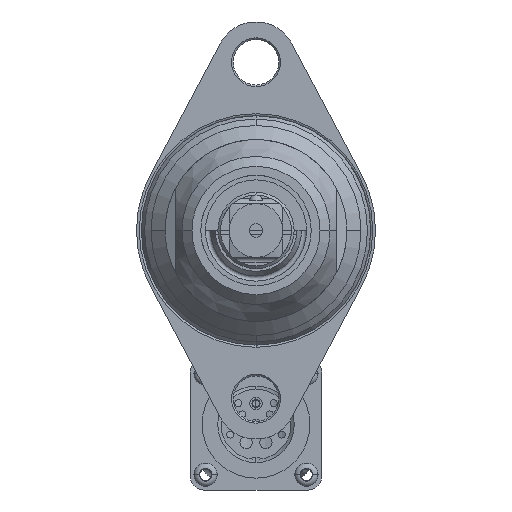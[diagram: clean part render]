
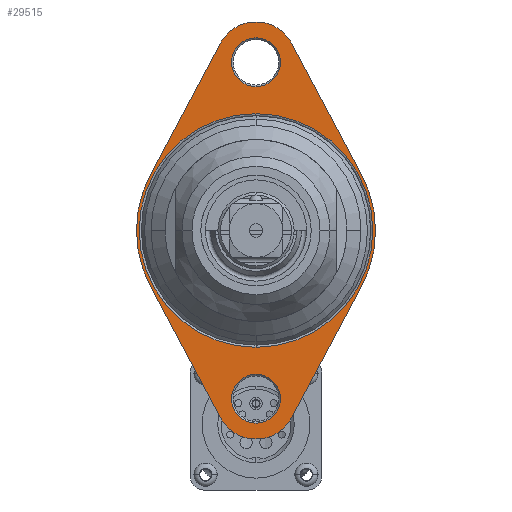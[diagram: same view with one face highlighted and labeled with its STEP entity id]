
A CAD part, left-side view. The second image highlights one B-rep face of the part: STEP entity #29515.
In plain terms, the highlighted planar face has unit normal (-1, 0, 0).
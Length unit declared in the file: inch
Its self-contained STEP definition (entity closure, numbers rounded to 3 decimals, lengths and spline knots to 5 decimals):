
#27515=CARTESIAN_POINT('',(-10.8622,0.005,1.5625));
#27516=DIRECTION('',(-1.,0.,0.));
#27517=DIRECTION('',(0.,-0.882,0.47));
#27518=AXIS2_PLACEMENT_3D('',#27515,#27516,#27517);
#27520=DIRECTION('',(0.,0.47,0.882));
#27521=VECTOR('',#27520,1.37883);
#27522=CARTESIAN_POINT('',(-10.8622,-0.97452,0.52214));
#27523=LINE('',#27522,#27521);
#27524=CARTESIAN_POINT('',(-10.8622,0.005,0.));
#27525=DIRECTION('',(-1.,0.,0.));
#27526=DIRECTION('',(0.,-0.882,-0.47));
#27527=AXIS2_PLACEMENT_3D('',#27524,#27525,#27526);
#27529=DIRECTION('',(0.,-0.47,0.882));
#27530=VECTOR('',#27529,1.37883);
#27531=CARTESIAN_POINT('',(-10.8622,-0.32592,-1.7389));
#27532=LINE('',#27531,#27530);
#27533=CARTESIAN_POINT('',(-10.8622,0.005,-1.5625));
#27534=DIRECTION('',(-1.,0.,0.));
#27535=DIRECTION('',(0.,0.882,-0.47));
#27536=AXIS2_PLACEMENT_3D('',#27533,#27534,#27535);
#27538=DIRECTION('',(0.,-0.47,-0.882));
#27539=VECTOR('',#27538,1.37883);
#27540=CARTESIAN_POINT('',(-10.8622,0.98452,-0.52214));
#27541=LINE('',#27540,#27539);
#27542=CARTESIAN_POINT('',(-10.8622,0.005,0.));
#27543=DIRECTION('',(-1.,0.,0.));
#27544=DIRECTION('',(0.,0.882,0.47));
#27545=AXIS2_PLACEMENT_3D('',#27542,#27543,#27544);
#27547=DIRECTION('',(0.,0.47,-0.882));
#27548=VECTOR('',#27547,1.37883);
#27549=CARTESIAN_POINT('',(-10.8622,0.33592,1.7389));
#27550=LINE('',#27549,#27548);
#27551=CARTESIAN_POINT('',(-10.8622,0.005,0.));
#27552=DIRECTION('',(-1.,0.,0.));
#27553=DIRECTION('',(0.,0.,-1.));
#27554=AXIS2_PLACEMENT_3D('',#27551,#27552,#27553);
#27556=CARTESIAN_POINT('',(-10.8622,0.005,0.));
#27557=DIRECTION('',(-1.,0.,0.));
#27558=DIRECTION('',(0.,0.,1.));
#27559=AXIS2_PLACEMENT_3D('',#27556,#27557,#27558);
#27739=CARTESIAN_POINT('',(-10.8622,0.005,1.5625));
#27740=DIRECTION('',(1.,0.,0.));
#27741=DIRECTION('',(0.,0.,-1.));
#27742=AXIS2_PLACEMENT_3D('',#27739,#27740,#27741);
#27749=CARTESIAN_POINT('',(-10.8622,0.005,1.5625));
#27750=DIRECTION('',(1.,0.,0.));
#27751=DIRECTION('',(0.,0.,1.));
#27752=AXIS2_PLACEMENT_3D('',#27749,#27750,#27751);
#27767=CARTESIAN_POINT('',(-10.8622,0.005,-1.5625));
#27768=DIRECTION('',(-1.,0.,0.));
#27769=DIRECTION('',(0.,0.,1.));
#27770=AXIS2_PLACEMENT_3D('',#27767,#27768,#27769);
#27777=CARTESIAN_POINT('',(-10.8622,0.005,-1.5625));
#27778=DIRECTION('',(-1.,0.,0.));
#27779=DIRECTION('',(0.,0.,-1.));
#27780=AXIS2_PLACEMENT_3D('',#27777,#27778,#27779);
#29282=CARTESIAN_POINT('',(-10.8622,-0.32592,1.7389));
#29283=CARTESIAN_POINT('',(-10.8622,0.33592,1.7389));
#29284=VERTEX_POINT('',#29282);
#29285=VERTEX_POINT('',#29283);
#29286=CARTESIAN_POINT('',(-10.8622,0.98452,0.52214));
#29287=VERTEX_POINT('',#29286);
#29288=CARTESIAN_POINT('',(-10.8622,0.98452,-0.52214));
#29289=VERTEX_POINT('',#29288);
#29290=CARTESIAN_POINT('',(-10.8622,0.33592,-1.7389));
#29291=VERTEX_POINT('',#29290);
#29292=CARTESIAN_POINT('',(-10.8622,-0.32592,-1.7389));
#29293=VERTEX_POINT('',#29292);
#29294=CARTESIAN_POINT('',(-10.8622,-0.97452,-0.52214));
#29295=VERTEX_POINT('',#29294);
#29296=CARTESIAN_POINT('',(-10.8622,-0.97452,0.52214));
#29297=VERTEX_POINT('',#29296);
#29326=CARTESIAN_POINT('',(-10.8622,0.005,1.336));
#29327=CARTESIAN_POINT('',(-10.8622,0.005,1.789));
#29328=VERTEX_POINT('',#29326);
#29329=VERTEX_POINT('',#29327);
#29334=CARTESIAN_POINT('',(-10.8622,0.005,-1.336));
#29335=CARTESIAN_POINT('',(-10.8622,0.005,-1.789));
#29336=VERTEX_POINT('',#29334);
#29337=VERTEX_POINT('',#29335);
#29350=CARTESIAN_POINT('',(-10.8622,0.005,-1.085));
#29351=CARTESIAN_POINT('',(-10.8622,0.005,1.085));
#29352=VERTEX_POINT('',#29350);
#29353=VERTEX_POINT('',#29351);
#29474=CARTESIAN_POINT('',(-10.8622,0.005,0.));
#29475=DIRECTION('',(-1.,0.,0.));
#29476=DIRECTION('',(0.,-1.,0.));
#29477=AXIS2_PLACEMENT_3D('',#29474,#29475,#29476);
#29478=PLANE('',#29477);
#29480=ORIENTED_EDGE('',*,*,#29479,.F.);
#29482=ORIENTED_EDGE('',*,*,#29481,.F.);
#29484=ORIENTED_EDGE('',*,*,#29483,.F.);
#29486=ORIENTED_EDGE('',*,*,#29485,.F.);
#29488=ORIENTED_EDGE('',*,*,#29487,.F.);
#29490=ORIENTED_EDGE('',*,*,#29489,.F.);
#29492=ORIENTED_EDGE('',*,*,#29491,.F.);
#29494=ORIENTED_EDGE('',*,*,#29493,.F.);
#29495=EDGE_LOOP('',(#29480,#29482,#29484,#29486,#29488,#29490,#29492,#29494));
#29496=FACE_OUTER_BOUND('',#29495,.F.);
#29498=ORIENTED_EDGE('',*,*,#29497,.F.);
#29500=ORIENTED_EDGE('',*,*,#29499,.F.);
#29501=EDGE_LOOP('',(#29498,#29500));
#29502=FACE_BOUND('',#29501,.F.);
#29504=ORIENTED_EDGE('',*,*,#29503,.T.);
#29506=ORIENTED_EDGE('',*,*,#29505,.T.);
#29507=EDGE_LOOP('',(#29504,#29506));
#29508=FACE_BOUND('',#29507,.F.);
#29510=ORIENTED_EDGE('',*,*,#29509,.T.);
#29512=ORIENTED_EDGE('',*,*,#29511,.T.);
#29513=EDGE_LOOP('',(#29510,#29512));
#29514=FACE_BOUND('',#29513,.F.);
#29515=ADVANCED_FACE('',(#29496,#29502,#29508,#29514),#29478,.T.);
#27519=CIRCLE('',#27518,0.375);
#27528=CIRCLE('',#27527,1.11);
#27537=CIRCLE('',#27536,0.375);
#27546=CIRCLE('',#27545,1.11);
#27555=CIRCLE('',#27554,1.085);
#27560=CIRCLE('',#27559,1.085);
#27743=CIRCLE('',#27742,0.2265);
#27753=CIRCLE('',#27752,0.2265);
#27771=CIRCLE('',#27770,0.2265);
#27781=CIRCLE('',#27780,0.2265);
#29479=EDGE_CURVE('',#29284,#29285,#27519,.T.);
#29481=EDGE_CURVE('',#29297,#29284,#27523,.T.);
#29483=EDGE_CURVE('',#29295,#29297,#27528,.T.);
#29485=EDGE_CURVE('',#29293,#29295,#27532,.T.);
#29487=EDGE_CURVE('',#29291,#29293,#27537,.T.);
#29489=EDGE_CURVE('',#29289,#29291,#27541,.T.);
#29491=EDGE_CURVE('',#29287,#29289,#27546,.T.);
#29493=EDGE_CURVE('',#29285,#29287,#27550,.T.);
#29497=EDGE_CURVE('',#29329,#29328,#27753,.T.);
#29499=EDGE_CURVE('',#29328,#29329,#27743,.T.);
#29503=EDGE_CURVE('',#29337,#29336,#27781,.T.);
#29505=EDGE_CURVE('',#29336,#29337,#27771,.T.);
#29509=EDGE_CURVE('',#29352,#29353,#27555,.T.);
#29511=EDGE_CURVE('',#29353,#29352,#27560,.T.);
